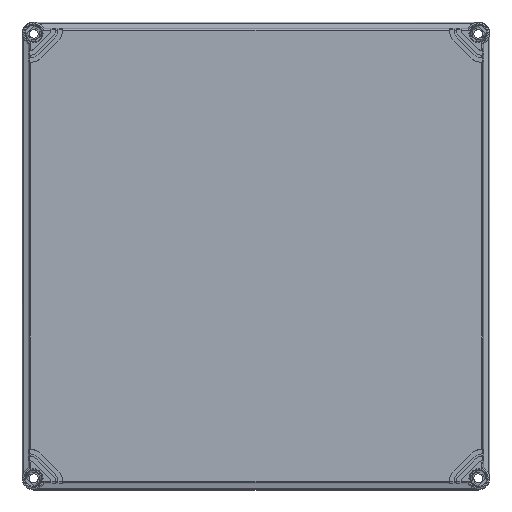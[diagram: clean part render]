
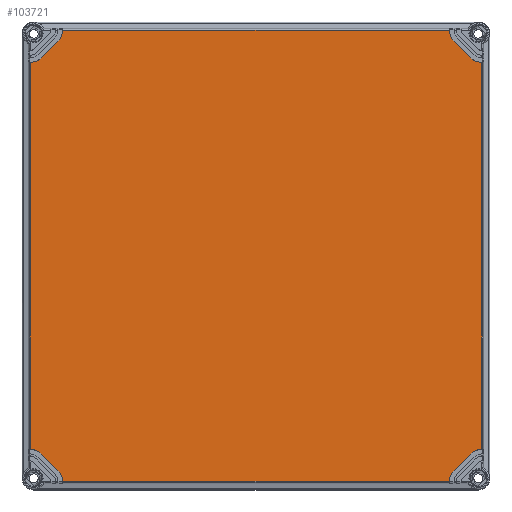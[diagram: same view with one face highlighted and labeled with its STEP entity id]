
A CAD part, top view. The second image highlights one B-rep face of the part: STEP entity #103721.
In plain terms, the highlighted planar face has unit normal (0, 0, 1).
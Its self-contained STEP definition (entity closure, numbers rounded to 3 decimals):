
#90155=CARTESIAN_POINT('',(-179.346,-193.3,30.));
#90156=DIRECTION('',(0.,0.,1.));
#90157=DIRECTION('',(0.999,0.032,0.));
#90158=AXIS2_PLACEMENT_3D('',#90155,#90156,#90157);
#90163=DIRECTION('',(-0.707,0.707,0.));
#90164=VECTOR('',#90163,19.734);
#90165=CARTESIAN_POINT('',(-169.447,-183.401,30.));
#90166=LINE('',#90165,#90164);
#90170=CARTESIAN_POINT('',(-193.3,-179.346,30.));
#90171=DIRECTION('',(0.,0.,1.));
#90172=DIRECTION('',(0.707,0.707,0.));
#90173=AXIS2_PLACEMENT_3D('',#90170,#90171,#90172);
#90178=CARTESIAN_POINT('',(-193.3,179.346,30.));
#90179=DIRECTION('',(0.,0.,1.));
#90180=DIRECTION('',(0.032,-0.999,0.));
#90181=AXIS2_PLACEMENT_3D('',#90178,#90179,#90180);
#90186=DIRECTION('',(0.707,0.707,0.));
#90187=VECTOR('',#90186,19.734);
#90188=CARTESIAN_POINT('',(-183.401,169.447,30.));
#90189=LINE('',#90188,#90187);
#90193=CARTESIAN_POINT('',(-179.346,193.3,30.));
#90194=DIRECTION('',(0.,0.,1.));
#90195=DIRECTION('',(0.707,-0.707,0.));
#90196=AXIS2_PLACEMENT_3D('',#90193,#90194,#90195);
#90201=DIRECTION('',(1.,0.,0.));
#90202=VECTOR('',#90201,330.707);
#90203=CARTESIAN_POINT('',(-165.353,192.851,30.));
#90204=LINE('',#90203,#90202);
#90208=CARTESIAN_POINT('',(179.346,193.3,30.));
#90209=DIRECTION('',(0.,0.,1.));
#90210=DIRECTION('',(-0.999,-0.032,0.));
#90211=AXIS2_PLACEMENT_3D('',#90208,#90209,#90210);
#90216=DIRECTION('',(0.707,-0.707,0.));
#90217=VECTOR('',#90216,19.734);
#90218=CARTESIAN_POINT('',(169.447,183.401,30.));
#90219=LINE('',#90218,#90217);
#90223=CARTESIAN_POINT('',(193.3,179.346,30.));
#90224=DIRECTION('',(0.,0.,1.));
#90225=DIRECTION('',(-0.707,-0.707,0.));
#90226=AXIS2_PLACEMENT_3D('',#90223,#90224,#90225);
#90231=CARTESIAN_POINT('',(193.3,-179.346,30.));
#90232=DIRECTION('',(0.,0.,1.));
#90233=DIRECTION('',(-0.032,0.999,0.));
#90234=AXIS2_PLACEMENT_3D('',#90231,#90232,#90233);
#90239=DIRECTION('',(-0.707,-0.707,0.));
#90240=VECTOR('',#90239,19.734);
#90241=CARTESIAN_POINT('',(183.401,-169.447,30.));
#90242=LINE('',#90241,#90240);
#90246=CARTESIAN_POINT('',(179.346,-193.3,30.));
#90247=DIRECTION('',(0.,0.,1.));
#90248=DIRECTION('',(-0.707,0.707,0.));
#90249=AXIS2_PLACEMENT_3D('',#90246,#90247,#90248);
#94797=DIRECTION('',(0.,1.,0.));
#94798=VECTOR('',#94797,330.707);
#94799=CARTESIAN_POINT('',(192.851,-165.353,30.));
#94800=LINE('',#94799,#94798);
#94868=CARTESIAN_POINT('',(-165.353,192.851,30.));
#94906=CARTESIAN_POINT('',(165.353,192.851,30.));
#94932=DIRECTION('',(0.,-1.,0.));
#94933=VECTOR('',#94932,330.707);
#94934=CARTESIAN_POINT('',(-192.851,165.353,30.));
#94935=LINE('',#94934,#94933);
#95003=DIRECTION('',(1.,0.,0.));
#95004=VECTOR('',#95003,330.707);
#95005=CARTESIAN_POINT('',(-165.353,-192.851,30.));
#95006=LINE('',#95005,#95004);
#95010=CARTESIAN_POINT('',(165.353,-192.851,30.));
#95041=CARTESIAN_POINT('',(-165.353,-192.851,30.));
#97691=CARTESIAN_POINT('',(169.447,183.401,30.));
#97692=CARTESIAN_POINT('',(183.401,169.447,30.));
#97693=VERTEX_POINT('',#97691);
#97694=VERTEX_POINT('',#97692);
#97711=CARTESIAN_POINT('',(-183.401,169.447,30.));
#97712=CARTESIAN_POINT('',(-169.447,183.401,30.));
#97713=VERTEX_POINT('',#97711);
#97714=VERTEX_POINT('',#97712);
#97727=CARTESIAN_POINT('',(183.401,-169.447,30.));
#97728=CARTESIAN_POINT('',(169.447,-183.401,30.));
#97729=VERTEX_POINT('',#97727);
#97730=VERTEX_POINT('',#97728);
#97739=CARTESIAN_POINT('',(-169.447,-183.401,30.));
#97740=CARTESIAN_POINT('',(-183.401,-169.447,30.));
#97741=VERTEX_POINT('',#97739);
#97742=VERTEX_POINT('',#97740);
#98049=VERTEX_POINT('',#94906);
#98061=CARTESIAN_POINT('',(192.851,-165.353,30.));
#98062=CARTESIAN_POINT('',(192.851,165.353,30.));
#98063=VERTEX_POINT('',#98061);
#98064=VERTEX_POINT('',#98062);
#98072=VERTEX_POINT('',#94868);
#98117=CARTESIAN_POINT('',(-192.851,165.353,30.));
#98118=CARTESIAN_POINT('',(-192.851,-165.353,30.));
#98119=VERTEX_POINT('',#98117);
#98120=VERTEX_POINT('',#98118);
#98173=VERTEX_POINT('',#95041);
#98174=VERTEX_POINT('',#95010);
#103682=CARTESIAN_POINT('',(0.,0.,30.));
#103683=DIRECTION('',(0.,0.,1.));
#103684=DIRECTION('',(1.,0.,0.));
#103685=AXIS2_PLACEMENT_3D('',#103682,#103683,#103684);
#103686=PLANE('',#103685);
#103688=ORIENTED_EDGE('',*,*,#103687,.F.);
#103690=ORIENTED_EDGE('',*,*,#103689,.T.);
#103692=ORIENTED_EDGE('',*,*,#103691,.T.);
#103694=ORIENTED_EDGE('',*,*,#103693,.T.);
#103696=ORIENTED_EDGE('',*,*,#103695,.F.);
#103698=ORIENTED_EDGE('',*,*,#103697,.T.);
#103700=ORIENTED_EDGE('',*,*,#103699,.T.);
#103702=ORIENTED_EDGE('',*,*,#103701,.T.);
#103704=ORIENTED_EDGE('',*,*,#103703,.T.);
#103706=ORIENTED_EDGE('',*,*,#103705,.T.);
#103708=ORIENTED_EDGE('',*,*,#103707,.T.);
#103710=ORIENTED_EDGE('',*,*,#103709,.T.);
#103712=ORIENTED_EDGE('',*,*,#103711,.F.);
#103714=ORIENTED_EDGE('',*,*,#103713,.T.);
#103716=ORIENTED_EDGE('',*,*,#103715,.T.);
#103718=ORIENTED_EDGE('',*,*,#103717,.T.);
#103719=EDGE_LOOP('',(#103688,#103690,#103692,#103694,#103696,#103698,#103700,
#103702,#103704,#103706,#103708,#103710,#103712,#103714,#103716,#103718));
#103720=FACE_OUTER_BOUND('',#103719,.F.);
#103721=ADVANCED_FACE('',(#103720),#103686,.T.);
#90159=CIRCLE('',#90158,14.);
#90174=CIRCLE('',#90173,14.);
#90182=CIRCLE('',#90181,14.);
#90197=CIRCLE('',#90196,14.);
#90212=CIRCLE('',#90211,14.);
#90227=CIRCLE('',#90226,14.);
#90235=CIRCLE('',#90234,14.);
#90250=CIRCLE('',#90249,14.);
#103687=EDGE_CURVE('',#98173,#98174,#95006,.T.);
#103689=EDGE_CURVE('',#98173,#97741,#90159,.T.);
#103691=EDGE_CURVE('',#97741,#97742,#90166,.T.);
#103693=EDGE_CURVE('',#97742,#98120,#90174,.T.);
#103695=EDGE_CURVE('',#98119,#98120,#94935,.T.);
#103697=EDGE_CURVE('',#98119,#97713,#90182,.T.);
#103699=EDGE_CURVE('',#97713,#97714,#90189,.T.);
#103701=EDGE_CURVE('',#97714,#98072,#90197,.T.);
#103703=EDGE_CURVE('',#98072,#98049,#90204,.T.);
#103705=EDGE_CURVE('',#98049,#97693,#90212,.T.);
#103707=EDGE_CURVE('',#97693,#97694,#90219,.T.);
#103709=EDGE_CURVE('',#97694,#98064,#90227,.T.);
#103711=EDGE_CURVE('',#98063,#98064,#94800,.T.);
#103713=EDGE_CURVE('',#98063,#97729,#90235,.T.);
#103715=EDGE_CURVE('',#97729,#97730,#90242,.T.);
#103717=EDGE_CURVE('',#97730,#98174,#90250,.T.);
